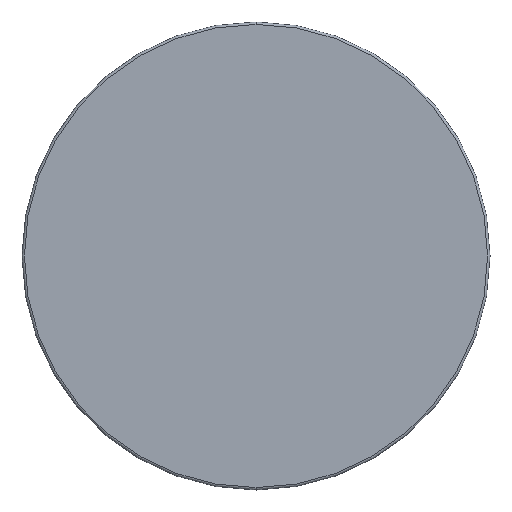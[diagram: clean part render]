
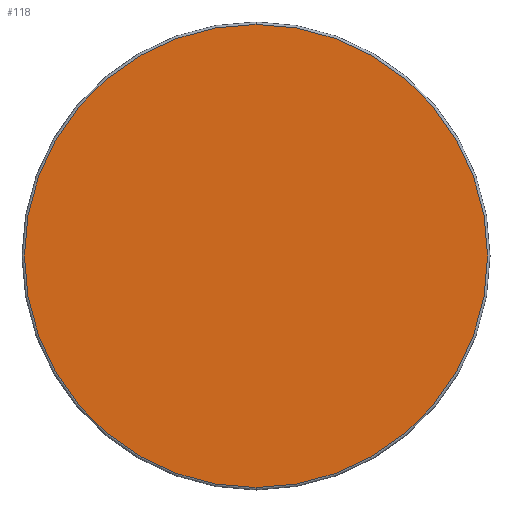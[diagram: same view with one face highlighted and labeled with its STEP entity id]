
A CAD part, front view. The second image highlights one B-rep face of the part: STEP entity #118.
In plain terms, the highlighted planar face has unit normal (0, -1, 0).
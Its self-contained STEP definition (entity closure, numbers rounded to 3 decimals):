
#1 = DIRECTION ( 'NONE',  ( 0., -1., 0. ) ) ;
#3 = CARTESIAN_POINT ( 'NONE',  ( 0., 0., 0. ) ) ;
#20 = CIRCLE ( 'NONE', #195, 23.75 ) ;
#23 = CARTESIAN_POINT ( 'NONE',  ( 0., 0., 23.75 ) ) ;
#27 = VERTEX_POINT ( 'NONE', #23 ) ;
#31 = DIRECTION ( 'NONE',  ( 0., -1., 0. ) ) ;
#48 = DIRECTION ( 'NONE',  ( 0., 0., 1. ) ) ;
#50 = AXIS2_PLACEMENT_3D ( 'NONE', #116, #31, #48 ) ;
#52 = EDGE_CURVE ( 'NONE', #59, #27, #20, .T. ) ;
#59 = VERTEX_POINT ( 'NONE', #279 ) ;
#85 = PLANE ( 'NONE',  #172 ) ;
#111 = CARTESIAN_POINT ( 'NONE',  ( 0., 0., 0. ) ) ;
#116 = CARTESIAN_POINT ( 'NONE',  ( 0., 0., 0. ) ) ;
#118 = ADVANCED_FACE ( 'NONE', ( #256 ), #85, .F. ) ;
#127 = DIRECTION ( 'NONE',  ( 0., 1., 0. ) ) ;
#143 = EDGE_LOOP ( 'NONE', ( #148, #244 ) ) ;
#147 = CIRCLE ( 'NONE', #50, 23.75 ) ;
#148 = ORIENTED_EDGE ( 'NONE', *, *, #181, .T. ) ;
#172 = AXIS2_PLACEMENT_3D ( 'NONE', #3, #127, #212 ) ;
#181 = EDGE_CURVE ( 'NONE', #27, #59, #147, .T. ) ;
#190 = DIRECTION ( 'NONE',  ( 0., 0., 1. ) ) ;
#195 = AXIS2_PLACEMENT_3D ( 'NONE', #111, #1, #190 ) ;
#212 = DIRECTION ( 'NONE',  ( 0., 0., 1. ) ) ;
#244 = ORIENTED_EDGE ( 'NONE', *, *, #52, .T. ) ;
#256 = FACE_OUTER_BOUND ( 'NONE', #143, .T. ) ;
#279 = CARTESIAN_POINT ( 'NONE',  ( 0., 0., -23.75 ) ) ;
